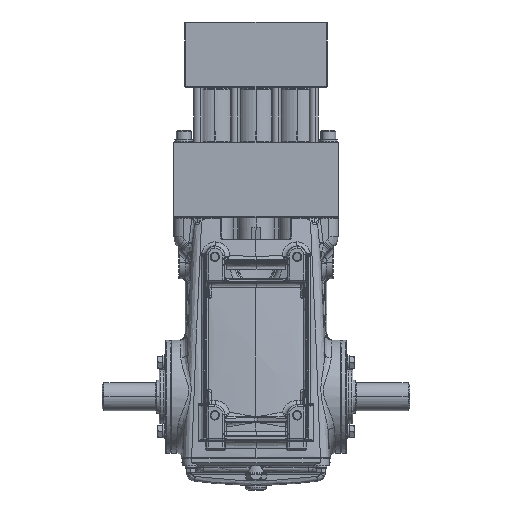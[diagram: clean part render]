
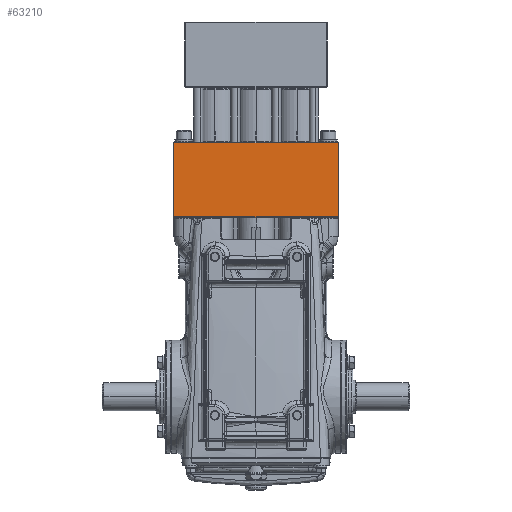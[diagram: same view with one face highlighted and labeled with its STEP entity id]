
A CAD part, front view. The second image highlights one B-rep face of the part: STEP entity #63210.
In plain terms, the highlighted planar face has unit normal (0, -1, 0).
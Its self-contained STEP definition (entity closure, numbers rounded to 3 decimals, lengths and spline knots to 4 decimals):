
#3505 = CARTESIAN_POINT ( 'NONE',  ( -3.47, -1.375, 10.7466 ) ) ;
#3781 = EDGE_CURVE ( 'NONE', #56920, #22286, #26225, .T. ) ;
#4138 = CARTESIAN_POINT ( 'NONE',  ( 3.47, -1.375, 7.5891 ) ) ;
#6104 = CARTESIAN_POINT ( 'NONE',  ( 3.5, -1.375, 7.5891 ) ) ;
#7062 = AXIS2_PLACEMENT_3D ( 'NONE', #55029, #20499, #22606 ) ;
#7096 = ORIENTED_EDGE ( 'NONE', *, *, #3781, .T. ) ;
#9088 = EDGE_LOOP ( 'NONE', ( #83959, #43575, #19847, #7096 ) ) ;
#10033 = VECTOR ( 'NONE', #18189, 39.3701 ) ;
#17593 = LINE ( 'NONE', #3505, #64472 ) ;
#18189 = DIRECTION ( 'NONE',  ( -1., 0., 0. ) ) ;
#19847 = ORIENTED_EDGE ( 'NONE', *, *, #45049, .T. ) ;
#20499 = DIRECTION ( 'NONE',  ( 0., 1., 0. ) ) ;
#20979 = VERTEX_POINT ( 'NONE', #65738 ) ;
#22284 = VERTEX_POINT ( 'NONE', #59824 ) ;
#22286 = VERTEX_POINT ( 'NONE', #53007 ) ;
#22606 = DIRECTION ( 'NONE',  ( 0., 0., -1. ) ) ;
#26225 = LINE ( 'NONE', #88069, #85473 ) ;
#27288 = PLANE ( 'NONE',  #7062 ) ;
#33042 = DIRECTION ( 'NONE',  ( 0., 0., 1. ) ) ;
#41127 = EDGE_CURVE ( 'NONE', #22284, #20979, #17593, .T. ) ;
#43575 = ORIENTED_EDGE ( 'NONE', *, *, #41127, .T. ) ;
#45049 = EDGE_CURVE ( 'NONE', #20979, #56920, #68374, .T. ) ;
#48770 = DIRECTION ( 'NONE',  ( 1., 0., 0. ) ) ;
#53007 = CARTESIAN_POINT ( 'NONE',  ( 3.47, -1.375, 10.7166 ) ) ;
#55029 = CARTESIAN_POINT ( 'NONE',  ( 3.5, -1.375, 10.7466 ) ) ;
#56920 = VERTEX_POINT ( 'NONE', #4138 ) ;
#59824 = CARTESIAN_POINT ( 'NONE',  ( -3.47, -1.375, 10.7166 ) ) ;
#63210 = ADVANCED_FACE ( 'NONE', ( #89601 ), #27288, .F. ) ;
#64472 = VECTOR ( 'NONE', #86685, 39.3701 ) ;
#65738 = CARTESIAN_POINT ( 'NONE',  ( -3.47, -1.375, 7.5891 ) ) ;
#68374 = LINE ( 'NONE', #6104, #75634 ) ;
#75634 = VECTOR ( 'NONE', #48770, 39.3701 ) ;
#77472 = EDGE_CURVE ( 'NONE', #22286, #22284, #78358, .T. ) ;
#78358 = LINE ( 'NONE', #80493, #10033 ) ;
#80493 = CARTESIAN_POINT ( 'NONE',  ( -3.5, -1.375, 10.7166 ) ) ;
#83959 = ORIENTED_EDGE ( 'NONE', *, *, #77472, .T. ) ;
#85473 = VECTOR ( 'NONE', #33042, 39.3701 ) ;
#86685 = DIRECTION ( 'NONE',  ( 0., 0., -1. ) ) ;
#88069 = CARTESIAN_POINT ( 'NONE',  ( 3.47, -1.375, 10.7466 ) ) ;
#89601 = FACE_OUTER_BOUND ( 'NONE', #9088, .T. ) ;
